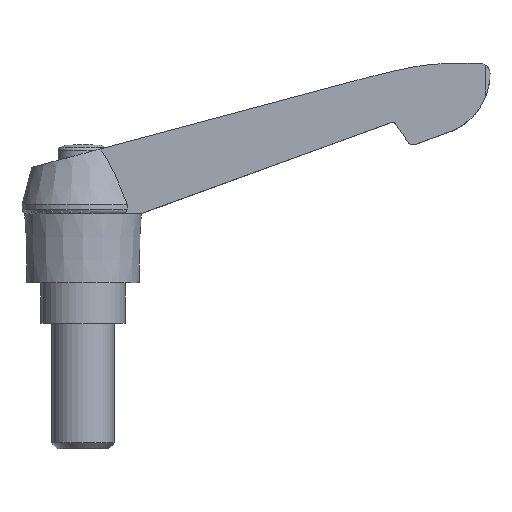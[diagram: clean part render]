
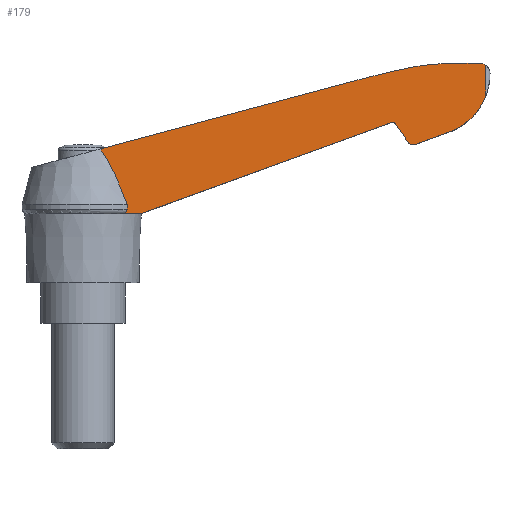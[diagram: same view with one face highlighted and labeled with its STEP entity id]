
A CAD part, top view. The second image highlights one B-rep face of the part: STEP entity #179.
In plain terms, the highlighted planar face has unit normal (0.034, 0, 0.999).
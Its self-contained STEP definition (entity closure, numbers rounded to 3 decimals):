
#179 = ADVANCED_FACE( '', ( #403 ), #404, .F. );
#403 = FACE_OUTER_BOUND( '', #669, .T. );
#404 = PLANE( '', #670 );
#669 = EDGE_LOOP( '', ( #1122, #1123, #1124, #1125, #1126, #1127, #1128, #1129, #1130, #1131, #1132, #1133, #1134, #1135, #1136, #1137 ) );
#670 = AXIS2_PLACEMENT_3D( '', #1138, #1139, #1140 );
#1122 = ORIENTED_EDGE( '', *, *, #1609, .F. );
#1123 = ORIENTED_EDGE( '', *, *, #1747, .T. );
#1124 = ORIENTED_EDGE( '', *, *, #1748, .F. );
#1125 = ORIENTED_EDGE( '', *, *, #1749, .F. );
#1126 = ORIENTED_EDGE( '', *, *, #1744, .T. );
#1127 = ORIENTED_EDGE( '', *, *, #1750, .F. );
#1128 = ORIENTED_EDGE( '', *, *, #1751, .F. );
#1129 = ORIENTED_EDGE( '', *, *, #1593, .F. );
#1130 = ORIENTED_EDGE( '', *, *, #1752, .F. );
#1131 = ORIENTED_EDGE( '', *, *, #1683, .F. );
#1132 = ORIENTED_EDGE( '', *, *, #1753, .F. );
#1133 = ORIENTED_EDGE( '', *, *, #1754, .F. );
#1134 = ORIENTED_EDGE( '', *, *, #1755, .F. );
#1135 = ORIENTED_EDGE( '', *, *, #1651, .F. );
#1136 = ORIENTED_EDGE( '', *, *, #1728, .F. );
#1137 = ORIENTED_EDGE( '', *, *, #1638, .F. );
#1138 = CARTESIAN_POINT( '', ( 0., 46.5, 6.943 ) );
#1139 = DIRECTION( '', ( -0.034, 0., -0.999 ) );
#1140 = DIRECTION( '', ( -0.999, 0., 0.034 ) );
#1593 = EDGE_CURVE( '', #1902, #1904, #1905, .T. );
#1609 = EDGE_CURVE( '', #1932, #1934, #1935, .T. );
#1638 = EDGE_CURVE( '', #1934, #1981, #1984, .T. );
#1651 = EDGE_CURVE( '', #2004, #1999, #2006, .T. );
#1683 = EDGE_CURVE( '', #2058, #2061, #2062, .T. );
#1728 = EDGE_CURVE( '', #1981, #2004, #2129, .T. );
#1744 = EDGE_CURVE( '', #2150, #2148, #2151, .T. );
#1747 = EDGE_CURVE( '', #1932, #2048, #2154, .T. );
#1748 = EDGE_CURVE( '', #2155, #2048, #2156, .T. );
#1749 = EDGE_CURVE( '', #2150, #2155, #2157, .T. );
#1750 = EDGE_CURVE( '', #2158, #2148, #2159, .T. );
#1751 = EDGE_CURVE( '', #1904, #2158, #2160, .T. );
#1752 = EDGE_CURVE( '', #2061, #1902, #2161, .T. );
#1753 = EDGE_CURVE( '', #2162, #2058, #2163, .T. );
#1754 = EDGE_CURVE( '', #2164, #2162, #2165, .T. );
#1755 = EDGE_CURVE( '', #1999, #2164, #2166, .T. );
#1902 = VERTEX_POINT( '', #2355 );
#1904 = VERTEX_POINT( '', #2358 );
#1905 = LINE( '', #2359, #2360 );
#1932 = VERTEX_POINT( '', #2395 );
#1934 = VERTEX_POINT( '', #2397 );
#1935 = LINE( '', #2398, #2399 );
#1981 = VERTEX_POINT( '', #2456 );
#1984 = B_SPLINE_CURVE_WITH_KNOTS( '', 3, ( #2468, #2469, #2470, #2471, #2472, #2473, #2474, #2475, #2476, #2477, #2478, #2479 ), .UNSPECIFIED., .F., .F., ( 4, 2, 2, 2, 2, 4 ), ( 0., 0.002, 0.005, 0.007, 0.009, 0.01 ), .UNSPECIFIED. );
#1999 = VERTEX_POINT( '', #2499 );
#2004 = VERTEX_POINT( '', #2505 );
#2006 = ELLIPSE( '', #2508, 141.08, 141. );
#2048 = VERTEX_POINT( '', #2568 );
#2058 = VERTEX_POINT( '', #2578 );
#2061 = VERTEX_POINT( '', #2590 );
#2062 = LINE( '', #2591, #2592 );
#2129 = LINE( '', #2723, #2724 );
#2148 = VERTEX_POINT( '', #2779 );
#2150 = VERTEX_POINT( '', #2782 );
#2151 = ELLIPSE( '', #2783, 0.7, 0.7 );
#2154 = B_SPLINE_CURVE_WITH_KNOTS( '', 3, ( #2787, #2788, #2789, #2790, #2791, #2792 ), .UNSPECIFIED., .F., .F., ( 4, 2, 4 ), ( 0., 0.001, 0.001 ), .UNSPECIFIED. );
#2155 = VERTEX_POINT( '', #2793 );
#2156 = LINE( '', #2794, #2795 );
#2157 = LINE( '', #2796, #2797 );
#2158 = VERTEX_POINT( '', #2798 );
#2159 = LINE( '', #2799, #2800 );
#2160 = ELLIPSE( '', #2801, 1.001, 1. );
#2161 = ELLIPSE( '', #2802, 10.006, 10. );
#2162 = VERTEX_POINT( '', #2803 );
#2163 = ELLIPSE( '', #2804, 1.601, 1.6 );
#2164 = VERTEX_POINT( '', #2805 );
#2165 = ELLIPSE( '', #2806, 35.02, 35. );
#2166 = ELLIPSE( '', #2807, 35.02, 35. );
#2355 = CARTESIAN_POINT( '', ( 57.9, 30.347, 4.99 ) );
#2358 = CARTESIAN_POINT( '', ( 53.088, 28.596, 5.152 ) );
#2359 = CARTESIAN_POINT( '', ( 52.951, 28.546, 5.156 ) );
#2360 = VECTOR( '', #3047, 1000. );
#2395 = CARTESIAN_POINT( '', ( 7.079, 18.24, 6.704 ) );
#2397 = CARTESIAN_POINT( '', ( 7.079, 19., 6.704 ) );
#2398 = CARTESIAN_POINT( '', ( 7.079, 55.578, 6.704 ) );
#2399 = VECTOR( '', #3071, 1000. );
#2456 = CARTESIAN_POINT( '', ( 2.77, 27.859, 6.849 ) );
#2468 = CARTESIAN_POINT( '', ( 7.079, 19., 6.704 ) );
#2469 = CARTESIAN_POINT( '', ( 6.787, 19.77, 6.714 ) );
#2470 = CARTESIAN_POINT( '', ( 6.487, 20.537, 6.724 ) );
#2471 = CARTESIAN_POINT( '', ( 5.863, 22.061, 6.745 ) );
#2472 = CARTESIAN_POINT( '', ( 5.539, 22.819, 6.756 ) );
#2473 = CARTESIAN_POINT( '', ( 4.854, 24.317, 6.779 ) );
#2474 = CARTESIAN_POINT( '', ( 4.492, 25.057, 6.791 ) );
#2475 = CARTESIAN_POINT( '', ( 3.899, 26.141, 6.811 ) );
#2476 = CARTESIAN_POINT( '', ( 3.693, 26.497, 6.818 ) );
#2477 = CARTESIAN_POINT( '', ( 3.254, 27.194, 6.833 ) );
#2478 = CARTESIAN_POINT( '', ( 3.022, 27.535, 6.841 ) );
#2479 = CARTESIAN_POINT( '', ( 2.77, 27.859, 6.849 ) );
#2499 = CARTESIAN_POINT( '', ( 53., 41., 5.155 ) );
#2505 = CARTESIAN_POINT( '', ( 43.4, 38.746, 5.479 ) );
#2508 = AXIS2_PLACEMENT_3D( '', #3126, #3127, #3128 );
#2568 = CARTESIAN_POINT( '', ( 6.456, 17.5, 6.725 ) );
#2578 = CARTESIAN_POINT( '', ( 64.324, 41.207, 4.773 ) );
#2590 = CARTESIAN_POINT( '', ( 64.324, 36.302, 4.773 ) );
#2591 = CARTESIAN_POINT( '', ( 64.324, 46.5, 4.773 ) );
#2592 = VECTOR( '', #3162, 1000. );
#2723 = CARTESIAN_POINT( '', ( 43.266, 38.71, 5.483 ) );
#2724 = VECTOR( '', #3221, 1000. );
#2779 = CARTESIAN_POINT( '', ( 49.953, 31.781, 5.258 ) );
#2782 = CARTESIAN_POINT( '', ( 49.14, 32.037, 5.285 ) );
#2783 = AXIS2_PLACEMENT_3D( '', #3236, #3237, #3238 );
#2787 = CARTESIAN_POINT( '', ( 7.079, 18.24, 6.704 ) );
#2788 = CARTESIAN_POINT( '', ( 7.06, 18.071, 6.705 ) );
#2789 = CARTESIAN_POINT( '', ( 6.979, 17.916, 6.707 ) );
#2790 = CARTESIAN_POINT( '', ( 6.752, 17.666, 6.715 ) );
#2791 = CARTESIAN_POINT( '', ( 6.61, 17.571, 6.72 ) );
#2792 = CARTESIAN_POINT( '', ( 6.456, 17.5, 6.725 ) );
#2793 = CARTESIAN_POINT( '', ( 9.2, 17.5, 6.633 ) );
#2794 = CARTESIAN_POINT( '', ( -0.095, 17.5, 6.946 ) );
#2795 = VECTOR( '', #3240, 1000. );
#2796 = CARTESIAN_POINT( '', ( 9.107, 17.466, 6.636 ) );
#2797 = VECTOR( '', #3241, 1000. );
#2798 = CARTESIAN_POINT( '', ( 51.927, 28.962, 5.191 ) );
#2799 = CARTESIAN_POINT( '', ( 49.903, 31.852, 5.259 ) );
#2800 = VECTOR( '', #3242, 1000. );
#2801 = AXIS2_PLACEMENT_3D( '', #3243, #3244, #3245 );
#2802 = AXIS2_PLACEMENT_3D( '', #3246, #3247, #3248 );
#2803 = CARTESIAN_POINT( '', ( 63.6, 41.487, 4.797 ) );
#2804 = AXIS2_PLACEMENT_3D( '', #3249, #3250, #3251 );
#2805 = CARTESIAN_POINT( '', ( 59.7, 41.5, 4.929 ) );
#2806 = AXIS2_PLACEMENT_3D( '', #3252, #3253, #3254 );
#2807 = AXIS2_PLACEMENT_3D( '', #3255, #3256, #3257 );
#3047 = DIRECTION( '', ( -0.939, -0.342, 0.032 ) );
#3071 = DIRECTION( '', ( 0., 1., 0. ) );
#3126 = CARTESIAN_POINT( '', ( 80.407, -97.311, 4.23 ) );
#3127 = DIRECTION( '', ( -0.034, 0., -0.999 ) );
#3128 = DIRECTION( '', ( 0.999, 0., -0.034 ) );
#3162 = DIRECTION( '', ( 0., -1., 0. ) );
#3221 = DIRECTION( '', ( 0.965, 0.259, -0.033 ) );
#3236 = CARTESIAN_POINT( '', ( 49.38, 31.379, 5.277 ) );
#3237 = DIRECTION( '', ( -0.034, 0., -0.999 ) );
#3238 = DIRECTION( '', ( 0.999, 0., -0.034 ) );
#3240 = DIRECTION( '', ( -0.999, 0., 0.034 ) );
#3241 = DIRECTION( '', ( -0.939, -0.342, 0.032 ) );
#3242 = DIRECTION( '', ( -0.573, 0.819, 0.019 ) );
#3243 = CARTESIAN_POINT( '', ( 52.746, 29.535, 5.163 ) );
#3244 = DIRECTION( '', ( -0.034, 0., -0.999 ) );
#3245 = DIRECTION( '', ( 0.999, 0., -0.034 ) );
#3246 = CARTESIAN_POINT( '', ( 55., 39.917, 5.087 ) );
#3247 = DIRECTION( '', ( -0.034, 0., -0.999 ) );
#3248 = DIRECTION( '', ( 0.999, 0., -0.034 ) );
#3249 = CARTESIAN_POINT( '', ( 63.4, 39.9, 4.804 ) );
#3250 = DIRECTION( '', ( -0.034, 0., -0.999 ) );
#3251 = DIRECTION( '', ( 0.999, 0., -0.034 ) );
#3252 = CARTESIAN_POINT( '', ( 61.538, 6.548, 4.867 ) );
#3253 = DIRECTION( '', ( -0.034, 0., -0.999 ) );
#3254 = DIRECTION( '', ( 0.999, 0., -0.034 ) );
#3255 = CARTESIAN_POINT( '', ( 58.943, 6.508, 4.954 ) );
#3256 = DIRECTION( '', ( -0.034, 0., -0.999 ) );
#3257 = DIRECTION( '', ( 0.999, 0., -0.034 ) );
